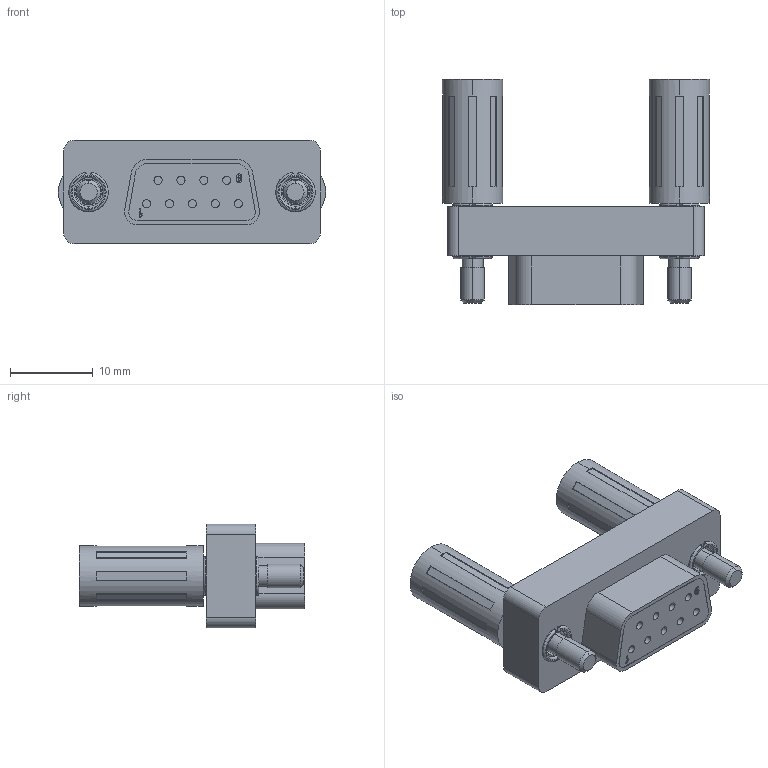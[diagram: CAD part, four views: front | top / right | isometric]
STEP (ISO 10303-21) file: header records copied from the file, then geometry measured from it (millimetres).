
FILE_DESCRIPTION (( 'STEP AP214' ), '1' );
FILE_NAME ('DMA021T_3D.STEP', '2021-02-17T21:23:23', ( '' ), ( '' ), 'SwSTEP 2.0', 'SolidWorks 2018', '' );
FILE_SCHEMA (( 'AUTOMOTIVE_DESIGN' ));
Length unit declared in the file: inch
Products named in the file (4): DGB9F-MA1; SD9S_Without Mounting Flange and Solder Cups; DG259-MA2; DMA021T_3D
Assembly tree (4 placements, depth 2):
  DMA021T_3D
    DGB9F-MA1
    SD9S_Without Mounting Flange and Solder Cups
    DG259-MA2  x2
Bounding box: 32.26 x 27.24 x 12.5 mm (x, y, z)
Volume: 4247.9 mm3; surface area: 3154.6 mm2
Topology: 4 solids, 4 shells, 233 faces, 556 edges, 364 vertices
Faces by surface type: plane 135, cylinder 68, bspline 14, torus 12, cone 4
Entity records: 7814 total; most frequent: CARTESIAN_POINT 1844, DIRECTION 886, ORIENTED_EDGE 864, EDGE_CURVE 432, AXIS2_PLACEMENT_3D 324, VERTEX_POINT 282, VECTOR 238, LINE 238
